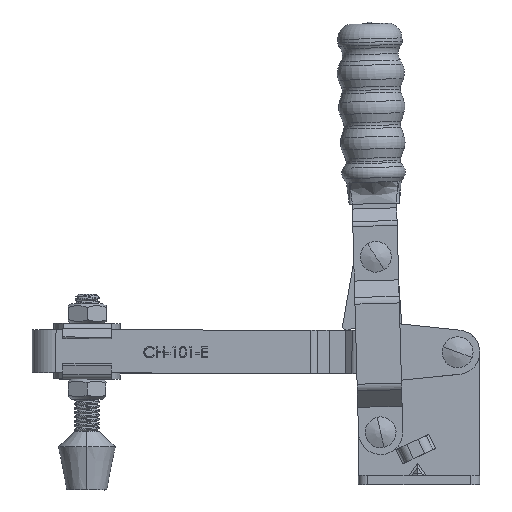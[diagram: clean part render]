
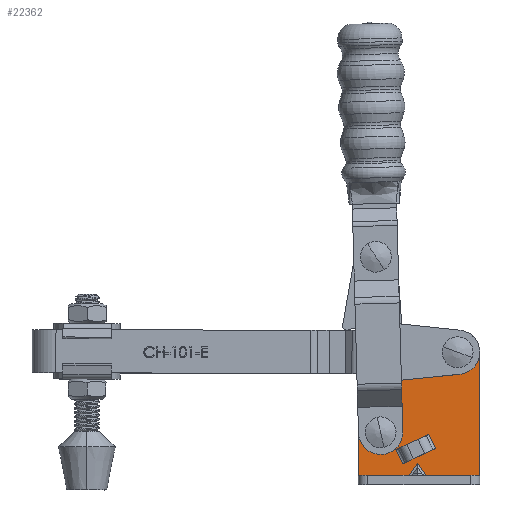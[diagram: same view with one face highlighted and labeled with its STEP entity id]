
A CAD part, top view. The second image highlights one B-rep face of the part: STEP entity #22362.
In plain terms, the highlighted planar face has unit normal (0, 0, 1).
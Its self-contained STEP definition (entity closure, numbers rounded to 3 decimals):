
#22331 = VERTEX_POINT ( 'NONE', #31942 ) ;
#22332 = VERTEX_POINT ( 'NONE', #31941 ) ;
#22349 = VERTEX_POINT ( 'NONE', #31977 ) ;
#22350 = VERTEX_POINT ( 'NONE', #31976 ) ;
#22353 = EDGE_CURVE ( 'NONE', #22350, #22349, #31968, .T. ) ;
#22354 = EDGE_CURVE ( 'NONE', #22393, #22371, #31966, .T. ) ;
#22355 = ORIENTED_EDGE ( 'NONE', *, *, #22370, .T. ) ;
#22356 = EDGE_CURVE ( 'NONE', #22368, #22371, #32004, .T. ) ;
#22359 = ORIENTED_EDGE ( 'NONE', *, *, #22354, .F. ) ;
#22360 = ORIENTED_EDGE ( 'NONE', *, *, #22418, .T. ) ;
#22361 = ORIENTED_EDGE ( 'NONE', *, *, #22353, .F. ) ;
#22362 = ADVANCED_FACE ( 'NONE', ( #32007, #31996, #31999, #32050 ), #31998, .T. ) ;
#22363 = ORIENTED_EDGE ( 'NONE', *, *, #22356, .T. ) ;
#22364 = EDGE_CURVE ( 'NONE', #22332, #22331, #31995, .T. ) ;
#22365 = EDGE_LOOP ( 'NONE', ( #22386, #22355, #22363, #22359, #22360, #22425, #22424, #22429, #22433 ) ) ;
#22366 = ORIENTED_EDGE ( 'NONE', *, *, #22377, .F. ) ;
#22367 = EDGE_CURVE ( 'NONE', #22369, #22384, #32047, .T. ) ;
#22368 = VERTEX_POINT ( 'NONE', #32048 ) ;
#22369 = VERTEX_POINT ( 'NONE', #32035 ) ;
#22370 = EDGE_CURVE ( 'NONE', #22369, #22368, #32032, .T. ) ;
#22371 = VERTEX_POINT ( 'NONE', #32049 ) ;
#22377 = EDGE_CURVE ( 'NONE', #22331, #22332, #32027, .T. ) ;
#22378 = ORIENTED_EDGE ( 'NONE', *, *, #22391, .F. ) ;
#22381 = ORIENTED_EDGE ( 'NONE', *, *, #22364, .F. ) ;
#22382 = EDGE_LOOP ( 'NONE', ( #22378, #22361 ) ) ;
#22384 = VERTEX_POINT ( 'NONE', #32068 ) ;
#22385 = EDGE_LOOP ( 'NONE', ( #22366, #22381 ) ) ;
#22386 = ORIENTED_EDGE ( 'NONE', *, *, #22367, .F. ) ;
#22391 = EDGE_CURVE ( 'NONE', #22349, #22350, #32063, .T. ) ;
#22393 = VERTEX_POINT ( 'NONE', #32102 ) ;
#22405 = EDGE_LOOP ( 'NONE', ( #22406, #22408, #22414, #22477 ) ) ;
#22406 = ORIENTED_EDGE ( 'NONE', *, *, #22435, .F. ) ;
#22408 = ORIENTED_EDGE ( 'NONE', *, *, #22409, .T. ) ;
#22409 = EDGE_CURVE ( 'NONE', #22431, #22420, #31633, .T. ) ;
#22411 = EDGE_CURVE ( 'NONE', #22428, #22420, #31380, .T. ) ;
#22414 = ORIENTED_EDGE ( 'NONE', *, *, #22411, .F. ) ;
#22415 = EDGE_CURVE ( 'NONE', #22428, #22422, #32129, .T. ) ;
#22418 = EDGE_CURVE ( 'NONE', #22393, #22423, #32123, .T. ) ;
#22419 = VERTEX_POINT ( 'NONE', #32131 ) ;
#22420 = VERTEX_POINT ( 'NONE', #32124 ) ;
#22421 = VERTEX_POINT ( 'NONE', #32134 ) ;
#22422 = VERTEX_POINT ( 'NONE', #32125 ) ;
#22423 = VERTEX_POINT ( 'NONE', #32119 ) ;
#22424 = ORIENTED_EDGE ( 'NONE', *, *, #22426, .T. ) ;
#22425 = ORIENTED_EDGE ( 'NONE', *, *, #22427, .T. ) ;
#22426 = EDGE_CURVE ( 'NONE', #22421, #22419, #32114, .T. ) ;
#22427 = EDGE_CURVE ( 'NONE', #22423, #22421, #32118, .T. ) ;
#22428 = VERTEX_POINT ( 'NONE', #32117 ) ;
#22429 = ORIENTED_EDGE ( 'NONE', *, *, #22430, .T. ) ;
#22430 = EDGE_CURVE ( 'NONE', #22419, #22436, #32165, .T. ) ;
#22431 = VERTEX_POINT ( 'NONE', #32108 ) ;
#22433 = ORIENTED_EDGE ( 'NONE', *, *, #22434, .T. ) ;
#22434 = EDGE_CURVE ( 'NONE', #22436, #22384, #32116, .T. ) ;
#22435 = EDGE_CURVE ( 'NONE', #22431, #22422, #32132, .T. ) ;
#22436 = VERTEX_POINT ( 'NONE', #32161 ) ;
#22477 = ORIENTED_EDGE ( 'NONE', *, *, #22415, .T. ) ;
#31380 = LINE ( 'NONE', #31385, #31384 ) ;
#31384 = VECTOR ( 'NONE', #31392, 1000. ) ;
#31385 = CARTESIAN_POINT ( 'NONE',  ( -15.181, 11.401, 3. ) ) ;
#31392 = DIRECTION ( 'NONE',  ( 0.906, 0.423, 0. ) ) ;
#31627 = VECTOR ( 'NONE', #31630, 1000. ) ;
#31630 = DIRECTION ( 'NONE',  ( 0.423, -0.906, 0. ) ) ;
#31631 = CARTESIAN_POINT ( 'NONE',  ( -14.39, 11.77, 3. ) ) ;
#31633 = LINE ( 'NONE', #31631, #31627 ) ;
#31941 = CARTESIAN_POINT ( 'NONE',  ( -4., 43., 3. ) ) ;
#31942 = CARTESIAN_POINT ( 'NONE',  ( -10.4, 43., 3. ) ) ;
#31965 = AXIS2_PLACEMENT_3D ( 'NONE', #32011, #32010, #32009 ) ;
#31966 = LINE ( 'NONE', #32016, #32006 ) ;
#31968 = CIRCLE ( 'NONE', #31965, 3.2 ) ;
#31976 = CARTESIAN_POINT ( 'NONE',  ( -29., 17., 3. ) ) ;
#31977 = CARTESIAN_POINT ( 'NONE',  ( -35.4, 17., 3. ) ) ;
#31995 = CIRCLE ( 'NONE', #32040, 3.2 ) ;
#31996 = FACE_BOUND ( 'NONE', #22385, .T. ) ;
#31998 = PLANE ( 'NONE',  #32008 ) ;
#31999 = FACE_OUTER_BOUND ( 'NONE', #22365, .T. ) ;
#32001 = DIRECTION ( 'NONE',  ( 0.577, -0.816, 0. ) ) ;
#32002 = VECTOR ( 'NONE', #32001, 1000. ) ;
#32003 = CARTESIAN_POINT ( 'NONE',  ( -18.229, 4.212, 3. ) ) ;
#32004 = LINE ( 'NONE', #32003, #32002 ) ;
#32005 = DIRECTION ( 'NONE',  ( -1., 0., 0. ) ) ;
#32006 = VECTOR ( 'NONE', #32005, 1000. ) ;
#32007 = FACE_BOUND ( 'NONE', #22382, .T. ) ;
#32008 = AXIS2_PLACEMENT_3D ( 'NONE', #32045, #32044, #32043 ) ;
#32009 = DIRECTION ( 'NONE',  ( 1., 0., 0. ) ) ;
#32010 = DIRECTION ( 'NONE',  ( 0., 0., 1. ) ) ;
#32011 = CARTESIAN_POINT ( 'NONE',  ( -32.2, 17., 3. ) ) ;
#32016 = CARTESIAN_POINT ( 'NONE',  ( 0., 3., 3. ) ) ;
#32027 = CIRCLE ( 'NONE', #32031, 3.2 ) ;
#32028 = DIRECTION ( 'NONE',  ( 0.577, 0.816, 0. ) ) ;
#32029 = VECTOR ( 'NONE', #32028, 1000. ) ;
#32030 = CARTESIAN_POINT ( 'NONE',  ( -20.671, 6.333, 3. ) ) ;
#32031 = AXIS2_PLACEMENT_3D ( 'NONE', #32075, #32074, #32073 ) ;
#32032 = LINE ( 'NONE', #32030, #32029 ) ;
#32034 = VECTOR ( 'NONE', #32041, 1000. ) ;
#32035 = CARTESIAN_POINT ( 'NONE',  ( -23.028, 3., 3. ) ) ;
#32037 = DIRECTION ( 'NONE',  ( 1., 0., 0. ) ) ;
#32038 = DIRECTION ( 'NONE',  ( 0., 0., 1. ) ) ;
#32039 = CARTESIAN_POINT ( 'NONE',  ( -7.2, 43., 3. ) ) ;
#32040 = AXIS2_PLACEMENT_3D ( 'NONE', #32039, #32038, #32037 ) ;
#32041 = DIRECTION ( 'NONE',  ( -1., 0., 0. ) ) ;
#32042 = CARTESIAN_POINT ( 'NONE',  ( 0., 3., 3. ) ) ;
#32043 = DIRECTION ( 'NONE',  ( 1., 0., 0. ) ) ;
#32044 = DIRECTION ( 'NONE',  ( 0., 0., 1. ) ) ;
#32045 = CARTESIAN_POINT ( 'NONE',  ( -7.2, 43., 3. ) ) ;
#32047 = LINE ( 'NONE', #32042, #32034 ) ;
#32048 = CARTESIAN_POINT ( 'NONE',  ( -20.2, 7., 3. ) ) ;
#32049 = CARTESIAN_POINT ( 'NONE',  ( -17.372, 3., 3. ) ) ;
#32050 = FACE_BOUND ( 'NONE', #22405, .T. ) ;
#32061 = CARTESIAN_POINT ( 'NONE',  ( -32.2, 17., 3. ) ) ;
#32063 = CIRCLE ( 'NONE', #32072, 3.2 ) ;
#32068 = CARTESIAN_POINT ( 'NONE',  ( -39.4, 3., 3. ) ) ;
#32072 = AXIS2_PLACEMENT_3D ( 'NONE', #32061, #32105, #32104 ) ;
#32073 = DIRECTION ( 'NONE',  ( 1., 0., 0. ) ) ;
#32074 = DIRECTION ( 'NONE',  ( 0., 0., 1. ) ) ;
#32075 = CARTESIAN_POINT ( 'NONE',  ( -7.2, 43., 3. ) ) ;
#32102 = CARTESIAN_POINT ( 'NONE',  ( 0., 3., 3. ) ) ;
#32104 = DIRECTION ( 'NONE',  ( 1., 0., 0. ) ) ;
#32105 = DIRECTION ( 'NONE',  ( 0., 0., 1. ) ) ;
#32106 = DIRECTION ( 'NONE',  ( 1., 0., 0. ) ) ;
#32107 = DIRECTION ( 'NONE',  ( 0., 0., 1. ) ) ;
#32108 = CARTESIAN_POINT ( 'NONE',  ( -16.531, 16.362, 3. ) ) ;
#32109 = AXIS2_PLACEMENT_3D ( 'NONE', #32164, #32163, #32162 ) ;
#32111 = DIRECTION ( 'NONE',  ( -0.693, -0.721, 0. ) ) ;
#32112 = VECTOR ( 'NONE', #32111, 1000. ) ;
#32113 = CARTESIAN_POINT ( 'NONE',  ( -37.39, 21.99, 3. ) ) ;
#32114 = LINE ( 'NONE', #32113, #32112 ) ;
#32115 = AXIS2_PLACEMENT_3D ( 'NONE', #32133, #32107, #32106 ) ;
#32116 = LINE ( 'NONE', #32160, #32159 ) ;
#32117 = CARTESIAN_POINT ( 'NONE',  ( -25.088, 6.781, 3. ) ) ;
#32118 = CIRCLE ( 'NONE', #32115, 7.2 ) ;
#32119 = CARTESIAN_POINT ( 'NONE',  ( 0., 43., 3. ) ) ;
#32120 = DIRECTION ( 'NONE',  ( 0., 1., 0. ) ) ;
#32121 = VECTOR ( 'NONE', #32120, 1000. ) ;
#32122 = CARTESIAN_POINT ( 'NONE',  ( 0., 0., 3. ) ) ;
#32123 = LINE ( 'NONE', #32122, #32121 ) ;
#32124 = CARTESIAN_POINT ( 'NONE',  ( -14.39, 11.77, 3. ) ) ;
#32125 = CARTESIAN_POINT ( 'NONE',  ( -27.229, 11.374, 3. ) ) ;
#32126 = DIRECTION ( 'NONE',  ( -0.423, 0.906, 0. ) ) ;
#32127 = VECTOR ( 'NONE', #32126, 1000. ) ;
#32128 = CARTESIAN_POINT ( 'NONE',  ( -27.229, 11.374, 3. ) ) ;
#32129 = LINE ( 'NONE', #32128, #32127 ) ;
#32131 = CARTESIAN_POINT ( 'NONE',  ( -37.39, 21.99, 3. ) ) ;
#32132 = LINE ( 'NONE', #32157, #32156 ) ;
#32133 = CARTESIAN_POINT ( 'NONE',  ( -7.2, 43., 3. ) ) ;
#32134 = CARTESIAN_POINT ( 'NONE',  ( -12.39, 47.99, 3. ) ) ;
#32155 = DIRECTION ( 'NONE',  ( -0.906, -0.423, 0. ) ) ;
#32156 = VECTOR ( 'NONE', #32155, 1000. ) ;
#32157 = CARTESIAN_POINT ( 'NONE',  ( -26.438, 11.742, 3. ) ) ;
#32158 = DIRECTION ( 'NONE',  ( 0., -1., 0. ) ) ;
#32159 = VECTOR ( 'NONE', #32158, 1000. ) ;
#32160 = CARTESIAN_POINT ( 'NONE',  ( -39.4, 0., 3. ) ) ;
#32161 = CARTESIAN_POINT ( 'NONE',  ( -39.4, 17., 3. ) ) ;
#32162 = DIRECTION ( 'NONE',  ( 1., 0., 0. ) ) ;
#32163 = DIRECTION ( 'NONE',  ( 0., 0., 1. ) ) ;
#32164 = CARTESIAN_POINT ( 'NONE',  ( -32.2, 17., 3. ) ) ;
#32165 = CIRCLE ( 'NONE', #32109, 7.2 ) ;
